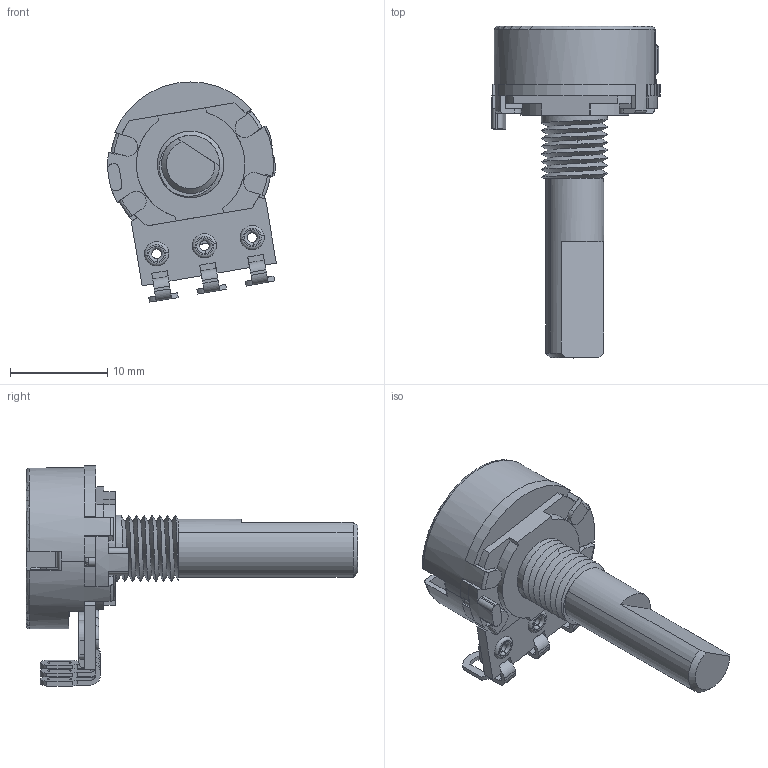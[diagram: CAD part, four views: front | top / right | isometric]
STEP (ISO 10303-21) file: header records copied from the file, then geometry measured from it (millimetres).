
FILE_DESCRIPTION((''),'2;1');
FILE_NAME('16KNPF_SW0001','2018-08-23T',('eng08'),(''),'PRO/ENGINEER BY PARAMETRIC TECHNOLOGY CORPORATION, 2012480','PRO/ENGINEER BY PARAMETRIC TECHNOLOGY CORPORATION, 2012480','');
FILE_SCHEMA(('CONFIG_CONTROL_DESIGN'));
Length unit declared in the file: inch
Products named in the file (1): 16KNPF_SW0001
Bounding box: 17.39 x 34.2 x 22.69 mm (x, y, z)
Volume: 1758 mm3; surface area: 3249.5 mm2
Topology: 1 solids, 1 shells, 398 faces, 1167 edges, 752 vertices
Faces by surface type: plane 249, cylinder 114, torus 24, bspline 10, cone 1
Entity records: 16888 total; most frequent: CARTESIAN_POINT 4462, ORIENTED_EDGE 2334, DIRECTION 2298, EDGE_CURVE 1167, AXIS2_PLACEMENT_3D 793, VERTEX_POINT 752, VECTOR 712, LINE 712
